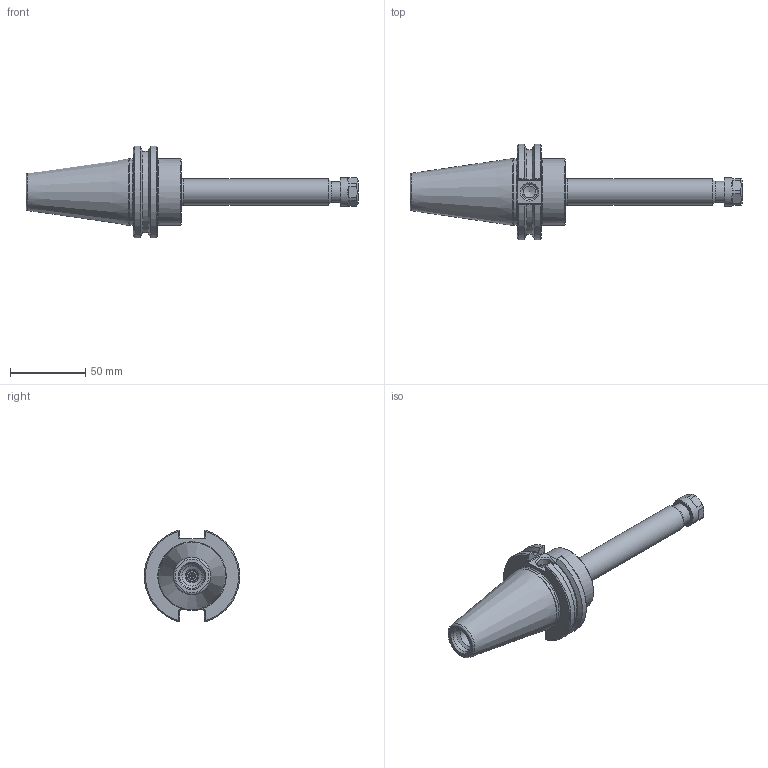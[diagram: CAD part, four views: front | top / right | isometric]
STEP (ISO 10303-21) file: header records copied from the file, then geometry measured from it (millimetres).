
FILE_DESCRIPTION((''),'2;1');
FILE_NAME('C40-11ERF600.iam.stp','2014-06-20T15:51:07',(''),(''),'Autodesk Inventor 2012','Autodesk Inventor 2012','');
FILE_SCHEMA(('AUTOMOTIVE_DESIGN { 1 0 10303 214 1 1 1 1 }'));
Length unit declared in the file: inch
Products named in the file (4): C40-11ERF600; C40-11ER6-1; 11ERHN; 029-909
Assembly tree (3 placements, depth 2):
  C40-11ERF600
    C40-11ER6-1
    11ERHN
    029-909
Bounding box: 220.65 x 63.26 x 61.11 mm (x, y, z)
Volume: 145529.2 mm3; surface area: 33551.7 mm2
Topology: 3 solids, 3 shells, 151 faces, 383 edges, 244 vertices
Faces by surface type: plane 64, cylinder 36, cone 34, torus 9, bspline 8
Full cylindrical faces by diameter (mm): 1.524 x1, 6.782 x1, 7.938 x1, 8 x1, 8.128 x1, 8.509 x1, 9.144 x1, 10.135 x1, 11.811 x1, 13.335 x1, 13.386 x1, 14 x1, 14.351 x1, 16.459 x1, 17.475 x1, 19.05 x1, 43.942 x1, 44.45 x1
Entity records: 5376 total; most frequent: CARTESIAN_POINT 1882, DIRECTION 666, ORIENTED_EDGE 648, EDGE_CURVE 324, AXIS2_PLACEMENT_3D 268, VERTEX_POINT 232, EDGE_LOOP 210, FACE_OUTER_BOUND 151
